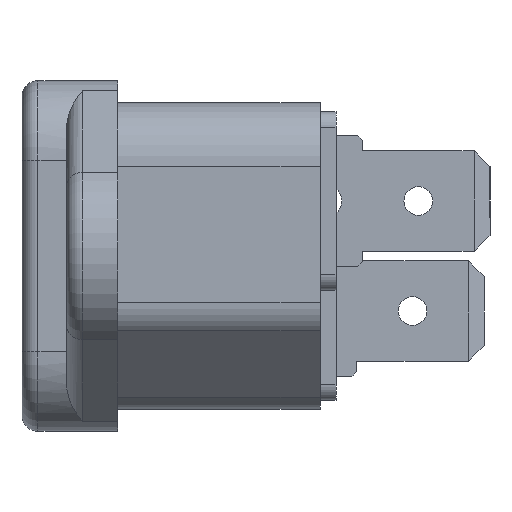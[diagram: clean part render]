
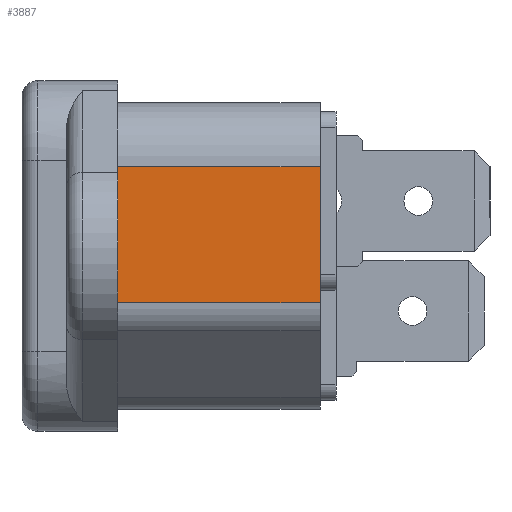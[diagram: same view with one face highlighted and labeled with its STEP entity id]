
A CAD part, left-side view. The second image highlights one B-rep face of the part: STEP entity #3887.
In plain terms, the highlighted planar face has unit normal (-1, 0, 0).
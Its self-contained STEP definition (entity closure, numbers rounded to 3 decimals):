
#104 = AXIS2_PLACEMENT_3D ( 'NONE', #595, #3869, #1082 ) ;
#119 = PLANE ( 'NONE',  #104 ) ;
#263 = EDGE_CURVE ( 'NONE', #4802, #4207, #3340, .T. ) ;
#269 = CARTESIAN_POINT ( 'NONE',  ( -13.5, -6., -2.933 ) ) ;
#595 = CARTESIAN_POINT ( 'NONE',  ( -13.5, -18.7, 5.6 ) ) ;
#662 = CARTESIAN_POINT ( 'NONE',  ( -13.5, -18.7, -2.933 ) ) ;
#825 = CARTESIAN_POINT ( 'NONE',  ( -13.5, -6., 5.6 ) ) ;
#881 = FACE_OUTER_BOUND ( 'NONE', #3197, .T. ) ;
#914 = EDGE_CURVE ( 'NONE', #4802, #5733, #6096, .T. ) ;
#1082 = DIRECTION ( 'NONE',  ( 0., 0., -1. ) ) ;
#1105 = VECTOR ( 'NONE', #4407, 1000. ) ;
#1304 = DIRECTION ( 'NONE',  ( 0., 0., -1. ) ) ;
#1676 = VERTEX_POINT ( 'NONE', #269 ) ;
#2050 = ORIENTED_EDGE ( 'NONE', *, *, #914, .T. ) ;
#2105 = VECTOR ( 'NONE', #1304, 1000. ) ;
#2190 = DIRECTION ( 'NONE',  ( 0., 0., -1. ) ) ;
#2229 = VECTOR ( 'NONE', #2190, 1000. ) ;
#2464 = CARTESIAN_POINT ( 'NONE',  ( -13.5, -18.7, 5.6 ) ) ;
#2590 = ORIENTED_EDGE ( 'NONE', *, *, #5103, .T. ) ;
#2972 = ORIENTED_EDGE ( 'NONE', *, *, #263, .F. ) ;
#3131 = CARTESIAN_POINT ( 'NONE',  ( -13.5, -18.7, 5.6 ) ) ;
#3197 = EDGE_LOOP ( 'NONE', ( #2590, #5647, #2972, #2050 ) ) ;
#3340 = LINE ( 'NONE', #3131, #2229 ) ;
#3549 = DIRECTION ( 'NONE',  ( 0., 1., 0. ) ) ;
#3869 = DIRECTION ( 'NONE',  ( 1., 0., 0. ) ) ;
#3887 = ADVANCED_FACE ( 'NONE', ( #881 ), #119, .F. ) ;
#4207 = VERTEX_POINT ( 'NONE', #5496 ) ;
#4407 = DIRECTION ( 'NONE',  ( 0., 1., 0. ) ) ;
#4802 = VERTEX_POINT ( 'NONE', #2464 ) ;
#4822 = LINE ( 'NONE', #662, #1105 ) ;
#4828 = VECTOR ( 'NONE', #3549, 1000. ) ;
#4892 = LINE ( 'NONE', #825, #2105 ) ;
#5103 = EDGE_CURVE ( 'NONE', #5733, #1676, #4892, .T. ) ;
#5256 = EDGE_CURVE ( 'NONE', #4207, #1676, #4822, .T. ) ;
#5431 = CARTESIAN_POINT ( 'NONE',  ( -13.5, -18.7, 5.6 ) ) ;
#5496 = CARTESIAN_POINT ( 'NONE',  ( -13.5, -18.7, -2.933 ) ) ;
#5647 = ORIENTED_EDGE ( 'NONE', *, *, #5256, .F. ) ;
#5705 = CARTESIAN_POINT ( 'NONE',  ( -13.5, -6., 5.6 ) ) ;
#5733 = VERTEX_POINT ( 'NONE', #5705 ) ;
#6096 = LINE ( 'NONE', #5431, #4828 ) ;
